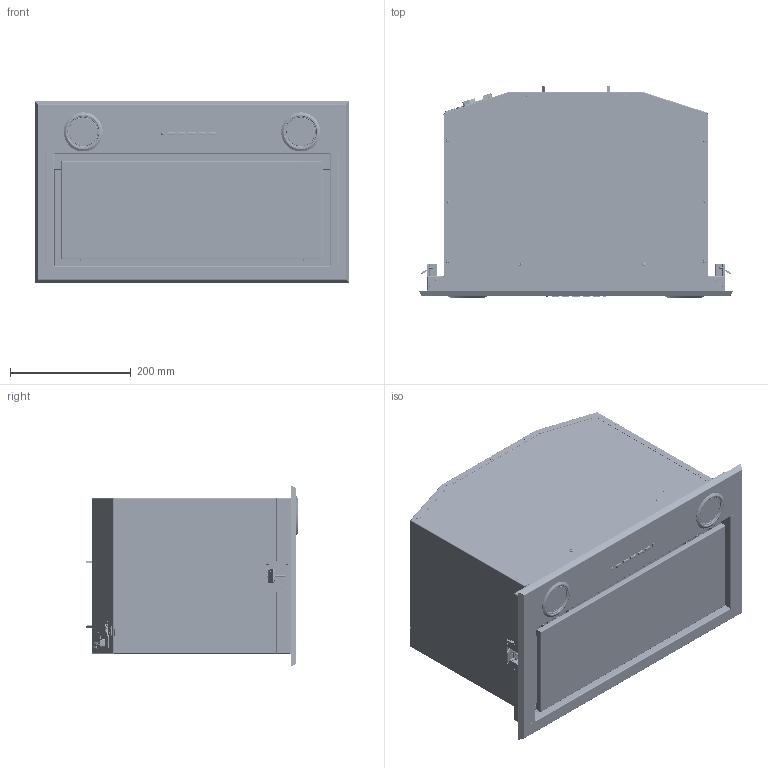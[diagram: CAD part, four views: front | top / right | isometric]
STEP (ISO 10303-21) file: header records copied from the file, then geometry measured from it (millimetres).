
FILE_DESCRIPTION((''),'2;1');
FILE_NAME('G02_730_ASM','2014-07-31T',('AS009'),(''),'PRO/ENGINEER BY PARAMETRIC TECHNOLOGY CORPORATION, 2010280','PRO/ENGINEER BY PARAMETRIC TECHNOLOGY CORPORATION, 2010280','');
FILE_SCHEMA(('CONFIG_CONTROL_DESIGN'));
Products named in the file (41): G02_040; G02_041; G02_042; RIVETTO_TC; G02_731_ASM; G02_043; G02_044; S96_032; CMM_BOCCOLA_M4; A41_PERNO_FERMAGLIO; G02_046; SCR_009; G02_732_ASM; G02_045; A42_052; A42_022; A42_058; A42_716_ASM; S96_034; A41_FERMAGLIO_DURO; VITE_2-9X6-5_RST_SPU; G02_031; G02_733_ASM; 178_055; 178_056; 178_059; 178_053; 178_054; 178_702_ASM; FIM_010; CME_FARETTO_PIATTO; A65_029; A65_030; A65_028; A65_032; A65_031; A65_724_ASM; SCR_004; SCR_011; D15_001 ...
Assembly tree (105 placements, depth 4):
  G02_730_ASM
    G02_731_ASM
      G02_040
      G02_041
      G02_042
      RIVETTO_TC  x30
    G02_732_ASM
      G02_043
      G02_044  x2
      S96_032  x2
      RIVETTO_TC  x4
      CMM_BOCCOLA_M4  x2
      A41_PERNO_FERMAGLIO  x2
      G02_046
      SCR_009  x2
    G02_733_ASM
      G02_045
      A42_716_ASM
        A42_052
        A42_022
        A42_058
      A42_052
      S96_034  x2
      RIVETTO_TC  x8
      A41_FERMAGLIO_DURO  x2
      VITE_2-9X6-5_RST_SPU  x2
      G02_031
    178_702_ASM  x2
      178_055
      178_056
      178_059
      178_053
      178_054
    FIM_010
    CME_FARETTO_PIATTO  x2
    A65_724_ASM
      A65_029
      A65_030
      A65_028
      A65_032  x4
      A65_031
    SCR_004  x2
    SCR_011  x10
    D15_001
Bounding box: 520 x 350.1 x 300 mm (x, y, z)
Volume: 1486852.2 mm3; surface area: 2101211.8 mm2
Topology: 106 solids, 109 shells, 7484 faces, 18826 edges, 11654 vertices
Faces by surface type: plane 4237, cylinder 2017, torus 445, bspline 393, sphere 211, cone 181
Entity records: 201969 total; most frequent: CARTESIAN_POINT 74329, DIRECTION 26524, ORIENTED_EDGE 26444, EDGE_CURVE 13233, AXIS2_PLACEMENT_3D 9149, VECTOR 8226, LINE 8226, VERTEX_POINT 8167
